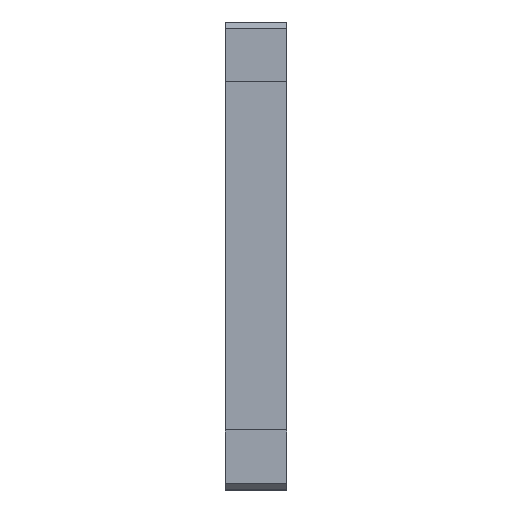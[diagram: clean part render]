
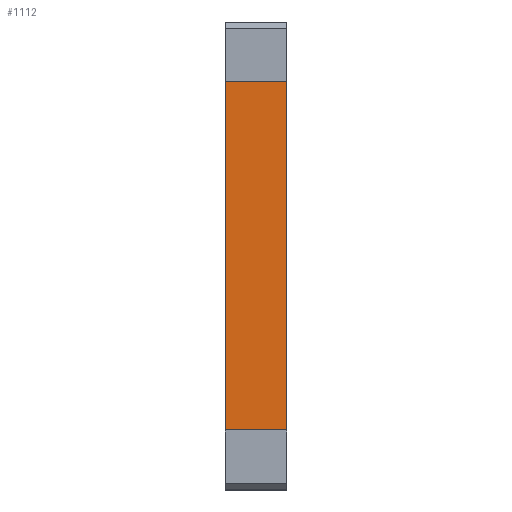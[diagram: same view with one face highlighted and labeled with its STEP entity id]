
A CAD part, top view. The second image highlights one B-rep face of the part: STEP entity #1112.
In plain terms, the highlighted planar face has unit normal (0, 0, 1).
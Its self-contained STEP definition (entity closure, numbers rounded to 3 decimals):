
#156=FACE_OUTER_BOUND('',#216,.T.);
#216=EDGE_LOOP('',(#950,#951,#952,#953));
#245=LINE('',#1591,#350);
#324=LINE('',#1964,#429);
#325=LINE('',#1967,#430);
#326=LINE('',#1968,#431);
#350=VECTOR('',#1268,10.);
#429=VECTOR('',#1521,10.);
#430=VECTOR('',#1524,10.);
#431=VECTOR('',#1525,10.);
#455=VERTEX_POINT('',#1588);
#456=VERTEX_POINT('',#1590);
#545=VERTEX_POINT('',#1962);
#546=VERTEX_POINT('',#1966);
#564=EDGE_CURVE('',#455,#456,#245,.T.);
#697=EDGE_CURVE('',#545,#456,#324,.T.);
#698=EDGE_CURVE('',#545,#546,#325,.T.);
#699=EDGE_CURVE('',#546,#455,#326,.T.);
#950=ORIENTED_EDGE('',*,*,#698,.F.);
#951=ORIENTED_EDGE('',*,*,#697,.T.);
#952=ORIENTED_EDGE('',*,*,#564,.F.);
#953=ORIENTED_EDGE('',*,*,#699,.F.);
#1062=PLANE('',#1237);
#1112=ADVANCED_FACE('',(#156),#1062,.T.);
#1237=AXIS2_PLACEMENT_3D('',#1965,#1522,#1523);
#1268=DIRECTION('',(0.,1.,0.));
#1521=DIRECTION('',(-1.,0.,0.));
#1522=DIRECTION('center_axis',(0.,0.,1.));
#1523=DIRECTION('ref_axis',(0.,1.,0.));
#1524=DIRECTION('',(0.,-1.,0.));
#1525=DIRECTION('',(-1.,0.,0.));
#1588=CARTESIAN_POINT('',(-5.,-14.25,18.));
#1590=CARTESIAN_POINT('',(-5.,14.25,18.));
#1591=CARTESIAN_POINT('',(-5.,14.25,18.));
#1962=CARTESIAN_POINT('',(0.,14.25,18.));
#1964=CARTESIAN_POINT('',(0.,14.25,18.));
#1965=CARTESIAN_POINT('Origin',(0.,-14.25,18.));
#1966=CARTESIAN_POINT('',(0.,-14.25,18.));
#1967=CARTESIAN_POINT('',(0.,14.25,18.));
#1968=CARTESIAN_POINT('',(0.,-14.25,18.));
